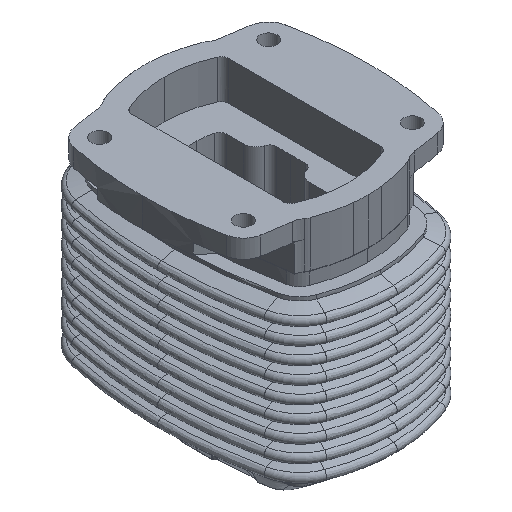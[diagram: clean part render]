
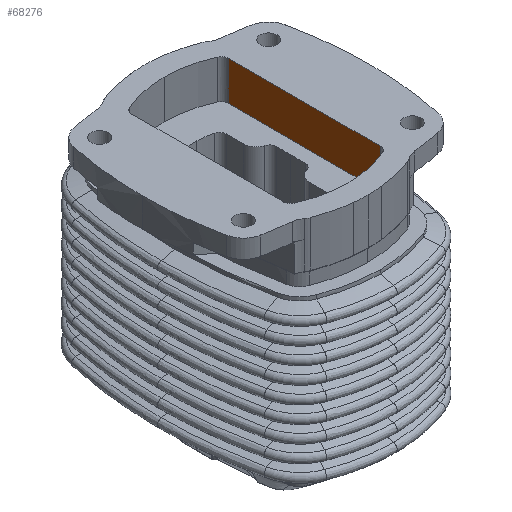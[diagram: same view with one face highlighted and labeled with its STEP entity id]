
A CAD part, isometric view. The second image highlights one B-rep face of the part: STEP entity #68276.
In plain terms, the highlighted planar face has unit normal (-1, 0, 0).
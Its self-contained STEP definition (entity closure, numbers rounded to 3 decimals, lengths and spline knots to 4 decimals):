
#1239 = VERTEX_POINT ( 'NONE', #13759 ) ;
#8234 = CARTESIAN_POINT ( 'NONE',  ( 1.0326, 0., 1.965 ) ) ;
#11904 = VERTEX_POINT ( 'NONE', #112419 ) ;
#13759 = CARTESIAN_POINT ( 'NONE',  ( 1.0326, -1.6277, 2.7987 ) ) ;
#18468 = VERTEX_POINT ( 'NONE', #62651 ) ;
#20878 = EDGE_LOOP ( 'NONE', ( #47154, #28949, #41572, #66037 ) ) ;
#25815 = VECTOR ( 'NONE', #98038, 39.3701 ) ;
#26658 = LINE ( 'NONE', #110903, #103865 ) ;
#28238 = LINE ( 'NONE', #104360, #25815 ) ;
#28949 = ORIENTED_EDGE ( 'NONE', *, *, #42694, .F. ) ;
#29758 = CARTESIAN_POINT ( 'NONE',  ( 1.0326, 1.6277, 1.965 ) ) ;
#37305 = DIRECTION ( 'NONE',  ( 0., 0., 1. ) ) ;
#41572 = ORIENTED_EDGE ( 'NONE', *, *, #69121, .T. ) ;
#42694 = EDGE_CURVE ( 'NONE', #11904, #18468, #28238, .T. ) ;
#45655 = FACE_OUTER_BOUND ( 'NONE', #20878, .T. ) ;
#47154 = ORIENTED_EDGE ( 'NONE', *, *, #110599, .F. ) ;
#53921 = AXIS2_PLACEMENT_3D ( 'NONE', #8234, #121145, #75573 ) ;
#58209 = VERTEX_POINT ( 'NONE', #66116 ) ;
#62651 = CARTESIAN_POINT ( 'NONE',  ( 1.0326, 1.6277, 1.965 ) ) ;
#64491 = VECTOR ( 'NONE', #37305, 39.3701 ) ;
#65300 = DIRECTION ( 'NONE',  ( 0., 0., 1. ) ) ;
#66037 = ORIENTED_EDGE ( 'NONE', *, *, #71250, .F. ) ;
#66116 = CARTESIAN_POINT ( 'NONE',  ( 1.0326, 1.6277, 2.7987 ) ) ;
#68276 = ADVANCED_FACE ( 'NONE', ( #45655 ), #74328, .F. ) ;
#69121 = EDGE_CURVE ( 'NONE', #11904, #1239, #26658, .T. ) ;
#71250 = EDGE_CURVE ( 'NONE', #58209, #1239, #74696, .T. ) ;
#74328 = PLANE ( 'NONE',  #53921 ) ;
#74696 = LINE ( 'NONE', #104679, #99844 ) ;
#75573 = DIRECTION ( 'NONE',  ( 0., 1., 0. ) ) ;
#98038 = DIRECTION ( 'NONE',  ( 0., 1., 0. ) ) ;
#99844 = VECTOR ( 'NONE', #112794, 39.3701 ) ;
#103865 = VECTOR ( 'NONE', #65300, 39.3701 ) ;
#104360 = CARTESIAN_POINT ( 'NONE',  ( 1.0326, 0., 1.965 ) ) ;
#104677 = LINE ( 'NONE', #29758, #64491 ) ;
#104679 = CARTESIAN_POINT ( 'NONE',  ( 1.0326, -0.3557, 2.7987 ) ) ;
#110599 = EDGE_CURVE ( 'NONE', #18468, #58209, #104677, .T. ) ;
#110903 = CARTESIAN_POINT ( 'NONE',  ( 1.0326, -1.6277, 2.3819 ) ) ;
#112419 = CARTESIAN_POINT ( 'NONE',  ( 1.0326, -1.6277, 1.965 ) ) ;
#112794 = DIRECTION ( 'NONE',  ( 0., -1., 0. ) ) ;
#121145 = DIRECTION ( 'NONE',  ( 1., 0., 0. ) ) ;
